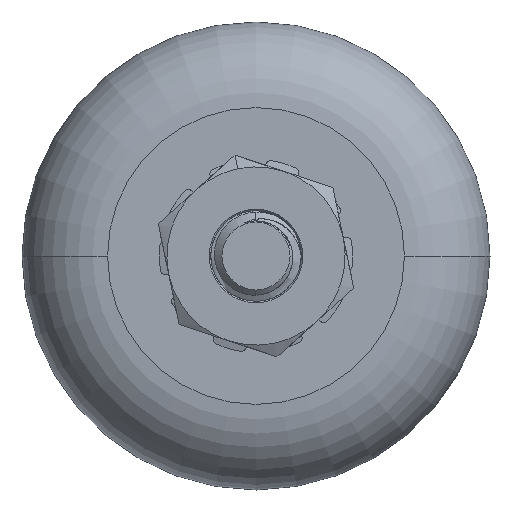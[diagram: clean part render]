
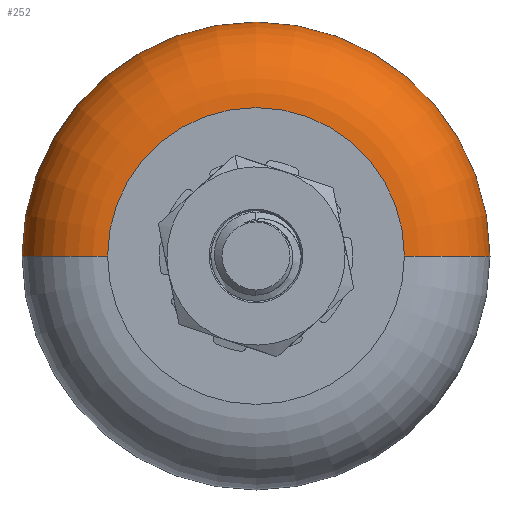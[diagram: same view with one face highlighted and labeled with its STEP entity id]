
A CAD part, front view. The second image highlights one B-rep face of the part: STEP entity #252.
In plain terms, the highlighted toroidal (fillet/blend) face has major radius 7.928 mm and minor radius 4.572 mm.
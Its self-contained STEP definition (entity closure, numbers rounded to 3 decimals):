
#30=CARTESIAN_POINT('',(0.,-8.,0.));
#31=DIRECTION('',(0.,-1.,0.));
#32=DIRECTION('',(1.,0.,0.));
#33=AXIS2_PLACEMENT_3D('',#30,#31,#32);
#35=CARTESIAN_POINT('',(7.928,-3.428,0.));
#36=DIRECTION('',(0.,0.,1.));
#37=DIRECTION('',(0.,-1.,0.));
#38=AXIS2_PLACEMENT_3D('',#35,#36,#37);
#40=CARTESIAN_POINT('',(-7.928,-3.428,0.));
#41=DIRECTION('',(0.,0.,-1.));
#42=DIRECTION('',(0.,-1.,0.));
#43=AXIS2_PLACEMENT_3D('',#40,#41,#42);
#63=CARTESIAN_POINT('',(0.,-3.428,0.));
#64=DIRECTION('',(0.,-1.,0.));
#65=DIRECTION('',(1.,0.,0.));
#66=AXIS2_PLACEMENT_3D('',#63,#64,#65);
#156=CARTESIAN_POINT('',(7.928,-8.,0.));
#157=CARTESIAN_POINT('',(12.5,-3.428,0.));
#158=VERTEX_POINT('',#156);
#159=VERTEX_POINT('',#157);
#176=CARTESIAN_POINT('',(-7.928,-8.,0.));
#177=CARTESIAN_POINT('',(-12.5,-3.428,0.));
#178=VERTEX_POINT('',#176);
#179=VERTEX_POINT('',#177);
#238=CARTESIAN_POINT('',(0.,-3.428,0.));
#239=DIRECTION('',(0.,-1.,0.));
#240=DIRECTION('',(-1.,0.,0.));
#241=AXIS2_PLACEMENT_3D('',#238,#239,#240);
#242=TOROIDAL_SURFACE('',#241,7.928,4.572);
#244=ORIENTED_EDGE('',*,*,#243,.F.);
#245=ORIENTED_EDGE('',*,*,#227,.T.);
#247=ORIENTED_EDGE('',*,*,#246,.T.);
#249=ORIENTED_EDGE('',*,*,#248,.F.);
#250=EDGE_LOOP('',(#244,#245,#247,#249));
#251=FACE_OUTER_BOUND('',#250,.F.);
#252=ADVANCED_FACE('',(#251),#242,.T.);
#34=CIRCLE('',#33,7.928);
#39=CIRCLE('',#38,4.572);
#44=CIRCLE('',#43,4.572);
#67=CIRCLE('',#66,12.5);
#227=EDGE_CURVE('',#158,#178,#34,.T.);
#243=EDGE_CURVE('',#158,#159,#39,.T.);
#246=EDGE_CURVE('',#178,#179,#44,.T.);
#248=EDGE_CURVE('',#159,#179,#67,.T.);
